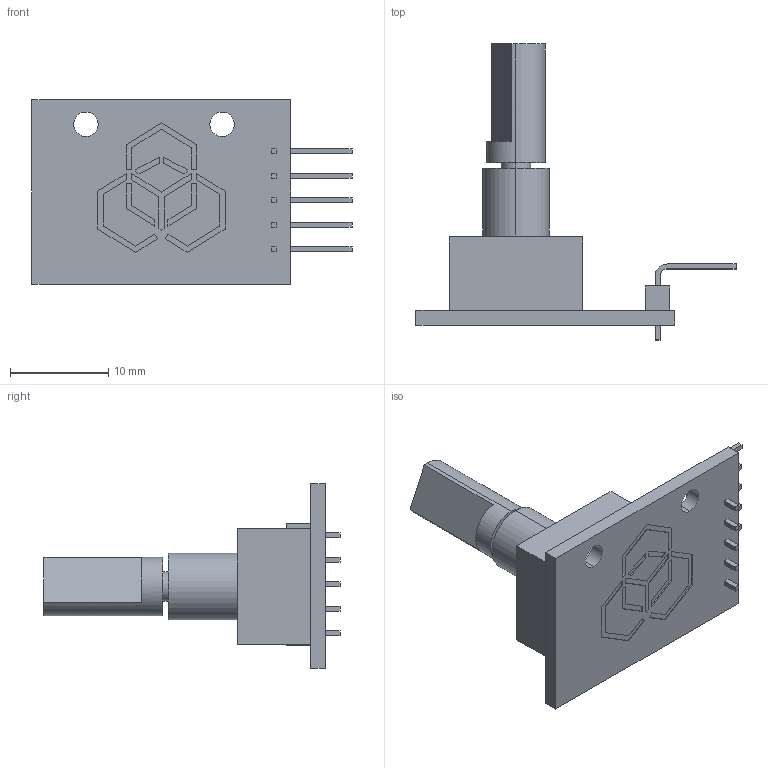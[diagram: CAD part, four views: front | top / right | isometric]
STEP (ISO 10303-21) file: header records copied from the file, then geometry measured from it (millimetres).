
FILE_DESCRIPTION (( 'STEP AP214' ), '1' );
FILE_NAME ('ﾝ渼鮏褞.STEP', '2015-11-08T13:01:52', ( '' ), ( '' ), 'SwSTEP 2.0', 'SolidWorks 2015', '' );
FILE_SCHEMA (( 'AUTOMOTIVE_DESIGN' ));
Length unit declared in the file: millimetre
Products named in the file (1): ﾝ渼鮏褞
Bounding box: 32.65 x 30.2 x 18.8 mm (x, y, z)
Volume: 2561.5 mm3; surface area: 2509.7 mm2
Topology: 8 solids, 8 shells, 178 faces, 438 edges, 292 vertices
Faces by surface type: plane 158, cylinder 20
Entity records: 6290 total; most frequent: CARTESIAN_POINT 909, ORIENTED_EDGE 876, DIRECTION 838, EDGE_CURVE 438, VECTOR 396, LINE 396, VERTEX_POINT 292, AXIS2_PLACEMENT_3D 221
